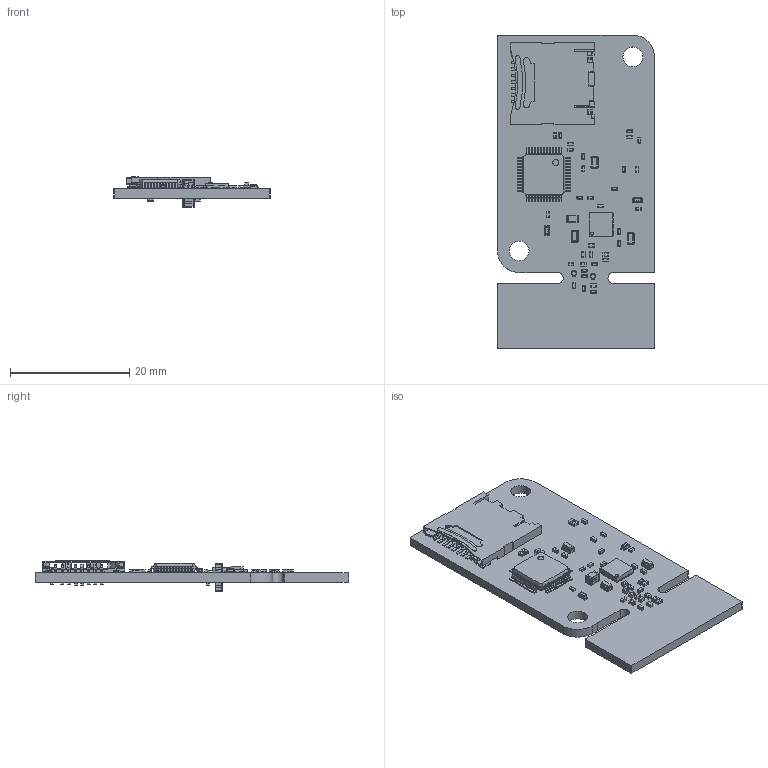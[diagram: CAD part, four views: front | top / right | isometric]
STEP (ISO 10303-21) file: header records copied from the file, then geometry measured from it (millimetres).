
FILE_DESCRIPTION(('Open CASCADE Model'),'2;1');
FILE_NAME('Open CASCADE Shape Model','2022-04-17T22:20:30',('Author'),( 'Open CASCADE'),'Open CASCADE STEP processor 6.8','Open CASCADE 6.8' ,'Unknown');
FILE_SCHEMA(('AUTOMOTIVE_DESIGN { 1 0 10303 214 1 1 1 1 }'));
Length unit declared in the file: millimetre
Products named in the file (79): PCB; Board; R302; R0402; R201; D300; LED_SMD_0603; 7940354880; Extruded; D200; R301; R300; Z202; CAPC1005X56N_EIA_0402; Z201; Coilcraft-0402ME; Z200; Y300; ABS06; User_Library-ABS06_ABS06_Body_2; User_Library-ABS06_ABS06_Body2_2; User_Library-ABS06_ABS06_Beschriftung_2; User_Library-ABS06_ABS06_Pads_2; 6180568320; Y201; Y200; R405; R404; R403; R402; R401; R400; R303; R200; L204; L203; L202; L201; L200; FB200 ...
Assembly tree (213 placements, depth 4):
  PCB
    Board
    R302
      R0402
    R201
      R0402
    D300
      LED_SMD_0603
      7940354880
        Extruded
    D200
      LED_SMD_0603
      7940354880
        Extruded
    R301
      R0402
    R300
      R0402
    Z202
      CAPC1005X56N_EIA_0402
    Z201
      Coilcraft-0402ME
    Z200
      Coilcraft-0402ME
    Y300
      ABS06
        User_Library-ABS06_ABS06_Body_2
        User_Library-ABS06_ABS06_Body2_2
        User_Library-ABS06_ABS06_Beschriftung_2
        User_Library-ABS06_ABS06_Pads_2
      6180568320
        Extruded
    Y201
      ABS06
        User_Library-ABS06_ABS06_Body_2
        User_Library-ABS06_ABS06_Body2_2
        User_Library-ABS06_ABS06_Beschriftung_2
        User_Library-ABS06_ABS06_Pads_2
      6180568320
        Extruded
    Y200
      ABS06
        User_Library-ABS06_ABS06_Body_2
        User_Library-ABS06_ABS06_Body2_2
        User_Library-ABS06_ABS06_Beschriftung_2
        User_Library-ABS06_ABS06_Pads_2
      6180568320
        Extruded
    R405
      R0402
    R404
      R0402
    R403
      R0402
    R402
      R0402
    R401
      R0402
    R400
      R0402
Bounding box: 26.26 x 52.51 x 5.06 mm (x, y, z)
Volume: 2352.1 mm3; surface area: 4267.9 mm2
Topology: 199 solids, 201 shells, 6906 faces, 16078 edges, 8929 vertices
Faces by surface type: plane 2665, cylinder 2387, bspline 1524, sphere 328, extrusion 2
Full cylindrical faces by diameter (mm): 3.3 x2
Entity records: 53288 total; most frequent: CARTESIAN_POINT 10850, ORIENTED_EDGE 7624, DIRECTION 6855, EDGE_CURVE 3812, VECTOR 2721, LINE 2719, VERTEX_POINT 2445, AXIS2_PLACEMENT_3D 2067
